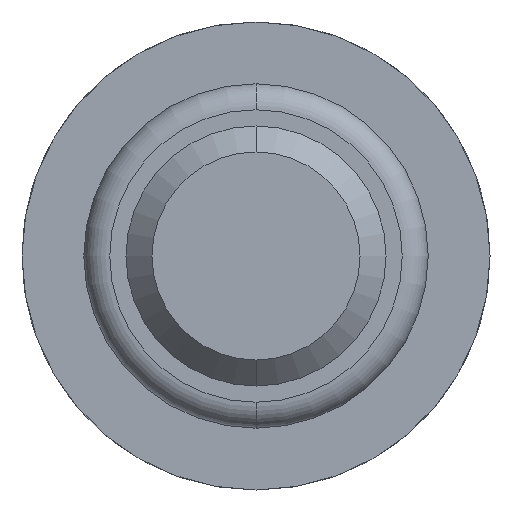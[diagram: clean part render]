
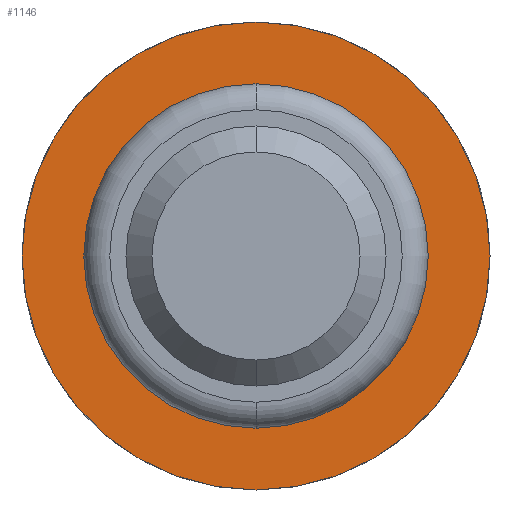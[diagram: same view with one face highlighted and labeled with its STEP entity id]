
A CAD part, front view. The second image highlights one B-rep face of the part: STEP entity #1146.
In plain terms, the highlighted planar face has unit normal (0, -1, 0).
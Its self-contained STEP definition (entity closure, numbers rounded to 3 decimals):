
#117 = AXIS2_PLACEMENT_3D ( 'NONE', #3382, #945, #3337 ) ;
#242 = ORIENTED_EDGE ( 'NONE', *, *, #1362, .T. ) ;
#644 = DIRECTION ( 'NONE',  ( 0., 1., 0. ) ) ;
#672 = EDGE_CURVE ( 'Defeature ausgef�hrt4_12+Defeature ausgef�hrt4_13+Defeature ausgef�hrt4_13+Defeature ausgef�hrt4_13', #782, #2839, #3061, .T. ) ;
#775 = ORIENTED_EDGE ( 'NONE', *, *, #4862, .T. ) ;
#782 = VERTEX_POINT ( 'NONE', #3545 ) ;
#928 = DIRECTION ( 'NONE',  ( 0., 1., 0. ) ) ;
#942 = DIRECTION ( 'NONE',  ( 0., 0., 1. ) ) ;
#945 = DIRECTION ( 'NONE',  ( 0., 1., 0. ) ) ;
#1014 = CIRCLE ( 'NONE', #1481, 1.325 ) ;
#1069 = CARTESIAN_POINT ( 'NONE',  ( 0., -1.8, -1.325 ) ) ;
#1082 = CARTESIAN_POINT ( 'NONE',  ( 0., -1.8, 0. ) ) ;
#1146 = ADVANCED_FACE ( 'Defeature ausgef�hrt4_13', ( #3956, #5216 ), #3703, .F. ) ;
#1336 = CARTESIAN_POINT ( 'NONE',  ( 0., -1.8, 0. ) ) ;
#1362 = EDGE_CURVE ( 'Defeature ausgef�hrt4_13+Defeature ausgef�hrt4_14+Defeature ausgef�hrt4_14+Defeature ausgef�hrt4_14', #2801, #4198, #2933, .T. ) ;
#1447 = DIRECTION ( 'NONE',  ( 0., 0., 1. ) ) ;
#1480 = DIRECTION ( 'NONE',  ( 0., 1., 0. ) ) ;
#1481 = AXIS2_PLACEMENT_3D ( 'NONE', #1336, #4965, #942 ) ;
#1499 = AXIS2_PLACEMENT_3D ( 'NONE', #1636, #928, #3351 ) ;
#1636 = CARTESIAN_POINT ( 'NONE',  ( 1.8, -1.8, 0. ) ) ;
#1698 = CIRCLE ( 'NONE', #117, 1.8 ) ;
#1818 = EDGE_CURVE ( 'Defeature ausgef�hrt4_12+Defeature ausgef�hrt4_13+Defeature ausgef�hrt4_13+Defeature ausgef�hrt4_13', #2839, #782, #1698, .T. ) ;
#1890 = DIRECTION ( 'NONE',  ( 0., 0., 1. ) ) ;
#1900 = ORIENTED_EDGE ( 'NONE', *, *, #672, .F. ) ;
#2801 = VERTEX_POINT ( 'NONE', #5109 ) ;
#2839 = VERTEX_POINT ( 'NONE', #3126 ) ;
#2933 = CIRCLE ( 'NONE', #3599, 1.325 ) ;
#2991 = EDGE_LOOP ( 'NONE', ( #242, #775 ) ) ;
#3061 = CIRCLE ( 'NONE', #4037, 1.8 ) ;
#3079 = CARTESIAN_POINT ( 'NONE',  ( 0., -1.8, 0. ) ) ;
#3126 = CARTESIAN_POINT ( 'NONE',  ( 0., -1.8, 1.8 ) ) ;
#3337 = DIRECTION ( 'NONE',  ( 0., 0., 1. ) ) ;
#3351 = DIRECTION ( 'NONE',  ( 0., 0., 1. ) ) ;
#3382 = CARTESIAN_POINT ( 'NONE',  ( 0., -1.8, 0. ) ) ;
#3545 = CARTESIAN_POINT ( 'NONE',  ( 0., -1.8, -1.8 ) ) ;
#3599 = AXIS2_PLACEMENT_3D ( 'NONE', #1082, #1480, #1890 ) ;
#3703 = PLANE ( 'NONE',  #1499 ) ;
#3956 = FACE_OUTER_BOUND ( 'NONE', #4859, .T. ) ;
#4037 = AXIS2_PLACEMENT_3D ( 'NONE', #3079, #644, #1447 ) ;
#4198 = VERTEX_POINT ( 'NONE', #1069 ) ;
#4689 = ORIENTED_EDGE ( 'NONE', *, *, #1818, .F. ) ;
#4859 = EDGE_LOOP ( 'NONE', ( #4689, #1900 ) ) ;
#4862 = EDGE_CURVE ( 'Defeature ausgef�hrt4_13+Defeature ausgef�hrt4_14+Defeature ausgef�hrt4_14+Defeature ausgef�hrt4_14', #4198, #2801, #1014, .T. ) ;
#4965 = DIRECTION ( 'NONE',  ( 0., 1., 0. ) ) ;
#5109 = CARTESIAN_POINT ( 'NONE',  ( 0., -1.8, 1.325 ) ) ;
#5216 = FACE_BOUND ( 'NONE', #2991, .T. ) ;
